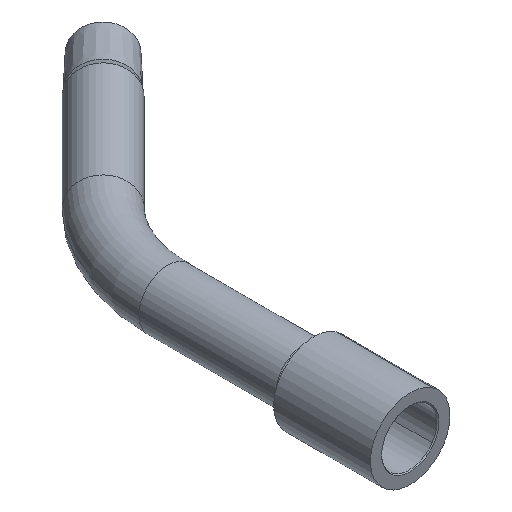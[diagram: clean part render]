
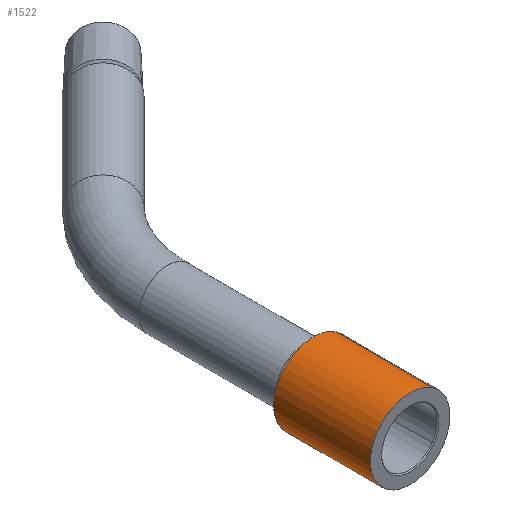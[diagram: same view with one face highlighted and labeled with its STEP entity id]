
A CAD part, isometric view. The second image highlights one B-rep face of the part: STEP entity #1522.
In plain terms, the highlighted cylindrical face has radius 7 mm (diameter 14 mm), a partial arc.
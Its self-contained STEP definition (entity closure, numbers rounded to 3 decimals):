
#455 = CARTESIAN_POINT ( 'NONE',  ( -7., 0., -17. ) ) ;
#456 = CARTESIAN_POINT ( 'NONE',  ( 7., 0., -17. ) ) ;
#562 = DIRECTION ( 'NONE',  ( 1., 0., 0. ) ) ;
#563 = DIRECTION ( 'NONE',  ( 0., 0., 1. ) ) ;
#564 = AXIS2_PLACEMENT_3D ( 'NONE', #569, #563, #562 ) ;
#568 = CIRCLE ( 'NONE', #564, 7. ) ;
#569 = CARTESIAN_POINT ( 'NONE',  ( 0., 0., 0. ) ) ;
#579 = DIRECTION ( 'NONE',  ( 1., 0., 0. ) ) ;
#580 = DIRECTION ( 'NONE',  ( 0., 0., 1. ) ) ;
#581 = CARTESIAN_POINT ( 'NONE',  ( 0., 0., -17. ) ) ;
#582 = AXIS2_PLACEMENT_3D ( 'NONE', #581, #580, #579 ) ;
#583 = CIRCLE ( 'NONE', #582, 7. ) ;
#602 = CARTESIAN_POINT ( 'NONE',  ( -7., 0., 0. ) ) ;
#603 = DIRECTION ( 'NONE',  ( 0., 0., 1. ) ) ;
#604 = VECTOR ( 'NONE', #603, 1000. ) ;
#605 = CARTESIAN_POINT ( 'NONE',  ( -7., 0., 0. ) ) ;
#606 = LINE ( 'NONE', #605, #604 ) ;
#632 = DIRECTION ( 'NONE',  ( 1., 0., 0. ) ) ;
#633 = DIRECTION ( 'NONE',  ( 0., 0., 1. ) ) ;
#634 = CARTESIAN_POINT ( 'NONE',  ( 0., 0., 0. ) ) ;
#635 = AXIS2_PLACEMENT_3D ( 'NONE', #634, #633, #632 ) ;
#636 = CYLINDRICAL_SURFACE ( 'NONE', #635, 7. ) ;
#641 = FACE_OUTER_BOUND ( 'NONE', #1414, .T. ) ;
#661 = DIRECTION ( 'NONE',  ( 0., 0., 1. ) ) ;
#662 = VECTOR ( 'NONE', #661, 1000. ) ;
#663 = CARTESIAN_POINT ( 'NONE',  ( 7., 0., 0. ) ) ;
#664 = LINE ( 'NONE', #663, #662 ) ;
#665 = CARTESIAN_POINT ( 'NONE',  ( 7., 0., 0. ) ) ;
#1359 = EDGE_CURVE ( 'NONE', #1392, #1360, #606, .T. ) ;
#1360 = VERTEX_POINT ( 'NONE', #602 ) ;
#1363 = VERTEX_POINT ( 'NONE', #665 ) ;
#1365 = EDGE_CURVE ( 'NONE', #1391, #1363, #664, .T. ) ;
#1391 = VERTEX_POINT ( 'NONE', #456 ) ;
#1392 = VERTEX_POINT ( 'NONE', #455 ) ;
#1414 = EDGE_LOOP ( 'NONE', ( #1521, #1525, #1520, #1519 ) ) ;
#1519 = ORIENTED_EDGE ( 'NONE', *, *, #1545, .F. ) ;
#1520 = ORIENTED_EDGE ( 'NONE', *, *, #1365, .T. ) ;
#1521 = ORIENTED_EDGE ( 'NONE', *, *, #1359, .F. ) ;
#1522 = ADVANCED_FACE ( 'NONE', ( #641 ), #636, .T. ) ;
#1525 = ORIENTED_EDGE ( 'NONE', *, *, #1537, .T. ) ;
#1537 = EDGE_CURVE ( 'NONE', #1392, #1391, #583, .T. ) ;
#1545 = EDGE_CURVE ( 'NONE', #1360, #1363, #568, .T. ) ;
